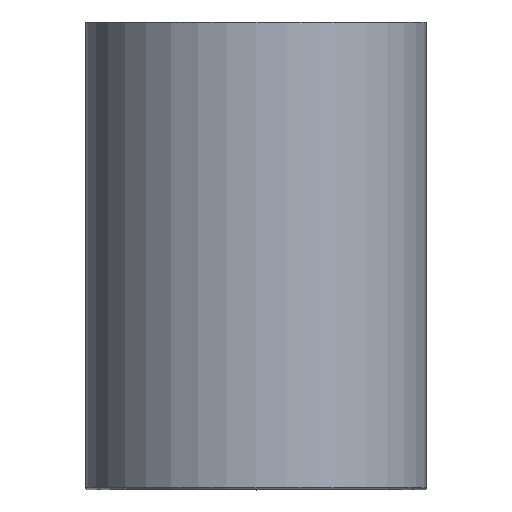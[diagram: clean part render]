
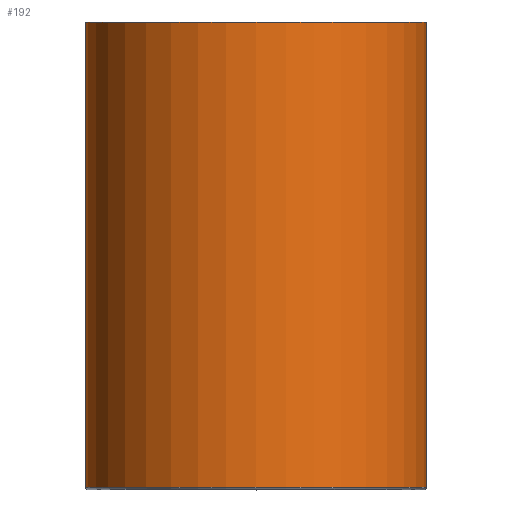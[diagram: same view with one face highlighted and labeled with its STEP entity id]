
A CAD part, top view. The second image highlights one B-rep face of the part: STEP entity #192.
In plain terms, the highlighted cylindrical face has radius 36.5 mm (diameter 73 mm), a partial arc.
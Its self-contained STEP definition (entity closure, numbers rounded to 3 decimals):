
#39 = LINE ( 'NONE', #81, #95 ) ;
#58 = VERTEX_POINT ( 'NONE', #392 ) ;
#70 = DIRECTION ( 'NONE',  ( 0., 1., 0. ) ) ;
#74 = EDGE_CURVE ( 'NONE', #167, #381, #39, .T. ) ;
#81 = CARTESIAN_POINT ( 'NONE',  ( 36.5, 45., 0. ) ) ;
#87 = CARTESIAN_POINT ( 'NONE',  ( 0., 45., 0. ) ) ;
#95 = VECTOR ( 'NONE', #374, 1000. ) ;
#132 = CARTESIAN_POINT ( 'NONE',  ( 36.5, 0.5, 0. ) ) ;
#139 = CIRCLE ( 'NONE', #277, 36.5 ) ;
#141 = DIRECTION ( 'NONE',  ( 0., 1., 0. ) ) ;
#160 = CARTESIAN_POINT ( 'NONE',  ( -36.5, 0.5, 0. ) ) ;
#163 = AXIS2_PLACEMENT_3D ( 'NONE', #87, #430, #255 ) ;
#167 = VERTEX_POINT ( 'NONE', #132 ) ;
#168 = LINE ( 'NONE', #426, #328 ) ;
#181 = CARTESIAN_POINT ( 'NONE',  ( 0., 0.5, 0. ) ) ;
#192 = ADVANCED_FACE ( 'NONE', ( #343 ), #433, .T. ) ;
#228 = CIRCLE ( 'NONE', #552, 36.5 ) ;
#230 = EDGE_CURVE ( 'NONE', #533, #58, #168, .T. ) ;
#233 = CARTESIAN_POINT ( 'NONE',  ( 36.5, 100., 0. ) ) ;
#255 = DIRECTION ( 'NONE',  ( -1., 0., 0. ) ) ;
#277 = AXIS2_PLACEMENT_3D ( 'NONE', #181, #141, #442 ) ;
#293 = DIRECTION ( 'NONE',  ( -1., 0., 0. ) ) ;
#316 = EDGE_CURVE ( 'NONE', #533, #167, #139, .T. ) ;
#326 = EDGE_LOOP ( 'NONE', ( #554, #462, #337, #412 ) ) ;
#328 = VECTOR ( 'NONE', #477, 1000. ) ;
#337 = ORIENTED_EDGE ( 'NONE', *, *, #530, .F. ) ;
#343 = FACE_OUTER_BOUND ( 'NONE', #326, .T. ) ;
#366 = CARTESIAN_POINT ( 'NONE',  ( 0., 100., 0. ) ) ;
#374 = DIRECTION ( 'NONE',  ( 0., 1., 0. ) ) ;
#381 = VERTEX_POINT ( 'NONE', #233 ) ;
#392 = CARTESIAN_POINT ( 'NONE',  ( -36.5, 100., 0. ) ) ;
#412 = ORIENTED_EDGE ( 'NONE', *, *, #230, .F. ) ;
#426 = CARTESIAN_POINT ( 'NONE',  ( -36.5, 45., 0. ) ) ;
#430 = DIRECTION ( 'NONE',  ( 0., 1., 0. ) ) ;
#433 = CYLINDRICAL_SURFACE ( 'NONE', #163, 36.5 ) ;
#442 = DIRECTION ( 'NONE',  ( -1., 0., 0. ) ) ;
#462 = ORIENTED_EDGE ( 'NONE', *, *, #74, .T. ) ;
#477 = DIRECTION ( 'NONE',  ( 0., 1., 0. ) ) ;
#530 = EDGE_CURVE ( 'NONE', #58, #381, #228, .T. ) ;
#533 = VERTEX_POINT ( 'NONE', #160 ) ;
#552 = AXIS2_PLACEMENT_3D ( 'NONE', #366, #70, #293 ) ;
#554 = ORIENTED_EDGE ( 'NONE', *, *, #316, .T. ) ;
